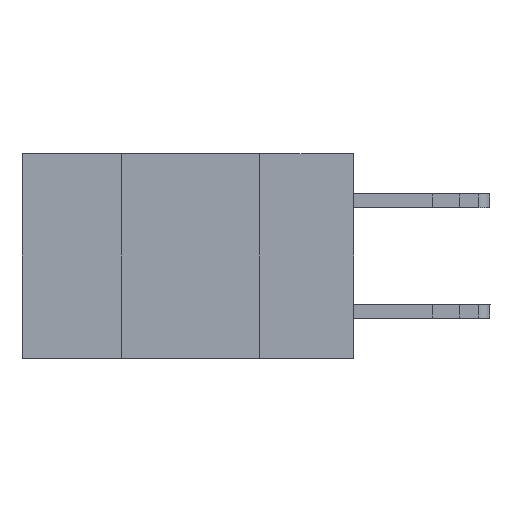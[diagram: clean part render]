
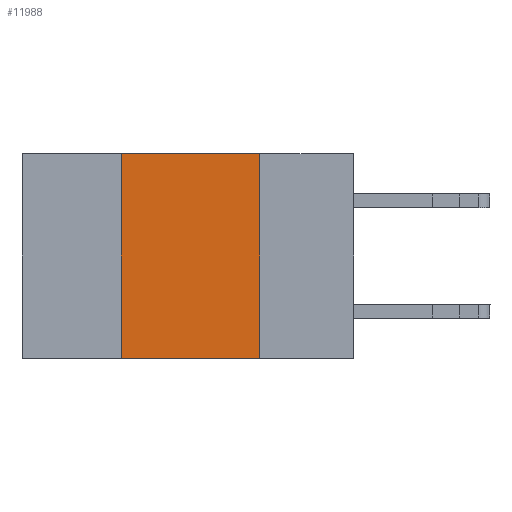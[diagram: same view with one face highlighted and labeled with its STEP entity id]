
A CAD part, left-side view. The second image highlights one B-rep face of the part: STEP entity #11988.
In plain terms, the highlighted planar face has unit normal (-1, 0, 0).
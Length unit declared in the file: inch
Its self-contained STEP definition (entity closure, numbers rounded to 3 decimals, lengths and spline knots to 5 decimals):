
#241 = VECTOR ( 'NONE', #16591, 39.37008 ) ;
#757 = EDGE_CURVE ( 'NONE', #20266, #16843, #18448, .T. ) ;
#1534 = CARTESIAN_POINT ( 'NONE',  ( 0., 0.42, -0.37 ) ) ;
#2046 = EDGE_CURVE ( 'NONE', #16843, #8749, #22016, .T. ) ;
#3379 = VECTOR ( 'NONE', #19908, 39.37008 ) ;
#4403 = DIRECTION ( 'NONE',  ( 1., 0., 0. ) ) ;
#4632 = CARTESIAN_POINT ( 'NONE',  ( 0., 0.17, -0.37 ) ) ;
#5119 = CARTESIAN_POINT ( 'NONE',  ( 0., 0.17, 0. ) ) ;
#6046 = VECTOR ( 'NONE', #12709, 39.37008 ) ;
#6058 = DIRECTION ( 'NONE',  ( 0., -1., 0. ) ) ;
#6242 = VECTOR ( 'NONE', #6058, 39.37008 ) ;
#6267 = CARTESIAN_POINT ( 'NONE',  ( 0., 0.6, -0.37 ) ) ;
#6373 = FACE_OUTER_BOUND ( 'NONE', #22343, .T. ) ;
#8514 = VERTEX_POINT ( 'NONE', #1534 ) ;
#8610 = PLANE ( 'NONE',  #17149 ) ;
#8649 = EDGE_CURVE ( 'NONE', #8514, #20266, #16726, .T. ) ;
#8749 = VERTEX_POINT ( 'NONE', #4632 ) ;
#9627 = ORIENTED_EDGE ( 'NONE', *, *, #757, .F. ) ;
#10212 = EDGE_CURVE ( 'NONE', #8514, #8749, #25489, .T. ) ;
#11950 = CARTESIAN_POINT ( 'NONE',  ( 0., 0.42, 0. ) ) ;
#11988 = ADVANCED_FACE ( 'NONE', ( #6373 ), #8610, .F. ) ;
#12709 = DIRECTION ( 'NONE',  ( 0., -1., 0. ) ) ;
#16591 = DIRECTION ( 'NONE',  ( 0., 0., 1. ) ) ;
#16726 = LINE ( 'NONE', #18824, #241 ) ;
#16745 = CARTESIAN_POINT ( 'NONE',  ( 0., 0.6, 0. ) ) ;
#16843 = VERTEX_POINT ( 'NONE', #5119 ) ;
#17149 = AXIS2_PLACEMENT_3D ( 'NONE', #25727, #4403, #19427 ) ;
#17824 = CARTESIAN_POINT ( 'NONE',  ( 0., 0.17, 0. ) ) ;
#18448 = LINE ( 'NONE', #16745, #6242 ) ;
#18812 = ORIENTED_EDGE ( 'NONE', *, *, #10212, .T. ) ;
#18824 = CARTESIAN_POINT ( 'NONE',  ( 0., 0.42, 0. ) ) ;
#19427 = DIRECTION ( 'NONE',  ( 0., 0., -1. ) ) ;
#19769 = ORIENTED_EDGE ( 'NONE', *, *, #2046, .F. ) ;
#19908 = DIRECTION ( 'NONE',  ( 0., 0., -1. ) ) ;
#20266 = VERTEX_POINT ( 'NONE', #11950 ) ;
#22016 = LINE ( 'NONE', #17824, #3379 ) ;
#22343 = EDGE_LOOP ( 'NONE', ( #19769, #9627, #25110, #18812 ) ) ;
#25110 = ORIENTED_EDGE ( 'NONE', *, *, #8649, .F. ) ;
#25489 = LINE ( 'NONE', #6267, #6046 ) ;
#25727 = CARTESIAN_POINT ( 'NONE',  ( 0., 0.6, 0. ) ) ;
